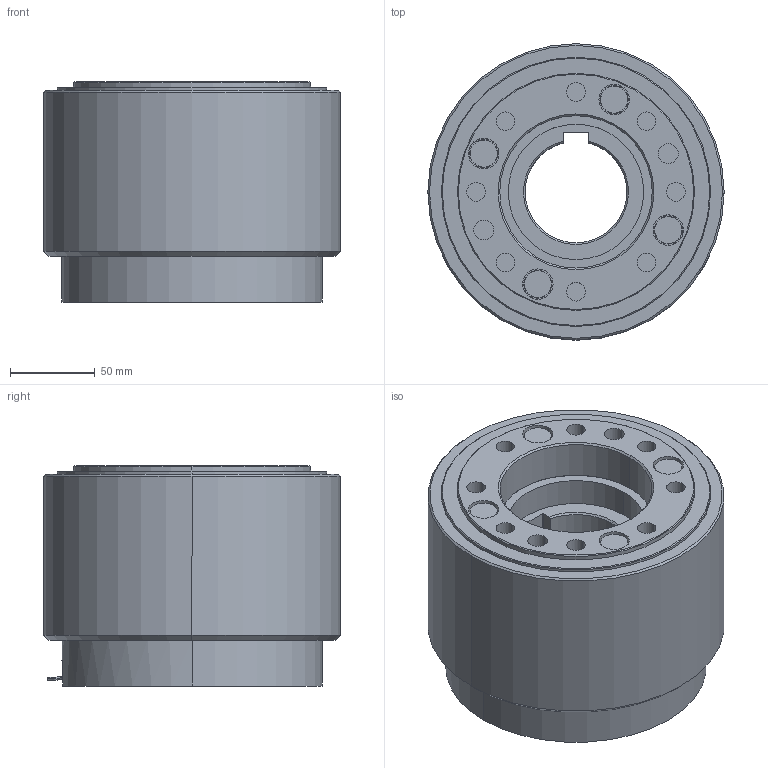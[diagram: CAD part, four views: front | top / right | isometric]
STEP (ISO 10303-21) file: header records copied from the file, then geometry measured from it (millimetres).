
FILE_DESCRIPTION (( 'STEP AP203' ), '1' );
FILE_NAME ('MZ 100_23575800.STEP', '2016-07-27T06:31:21', ( ' ' ), ( '' ), 'SwSTEP 2.0', 'SolidWorks 2009', '' );
FILE_SCHEMA (( 'CONFIG_CONTROL_DESIGN' ));
Length unit declared in the file: millimetre
Products named in the file (1): MZ 100_23575800
Bounding box: 175 x 175 x 130 mm (x, y, z)
Volume: 2361009.2 mm3; surface area: 197160.8 mm2
Topology: 1 solids, 1 shells, 169 faces, 396 edges, 258 vertices
Faces by surface type: cylinder 102, plane 43, cone 20, bspline 4
Entity records: 5321 total; most frequent: CARTESIAN_POINT 1108, DIRECTION 970, ORIENTED_EDGE 792, AXIS2_PLACEMENT_3D 416, EDGE_CURVE 396, VERTEX_POINT 258, CIRCLE 250, EDGE_LOOP 216
